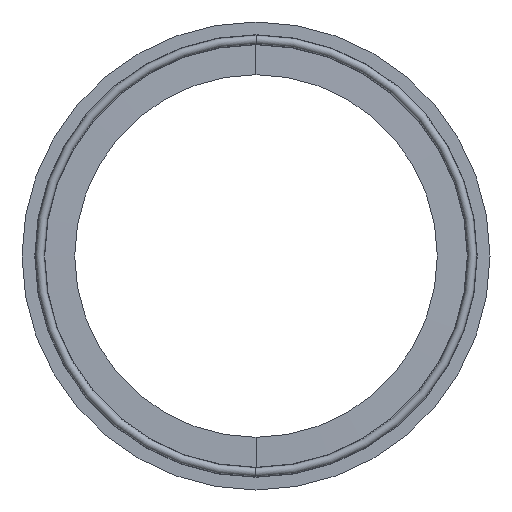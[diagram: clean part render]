
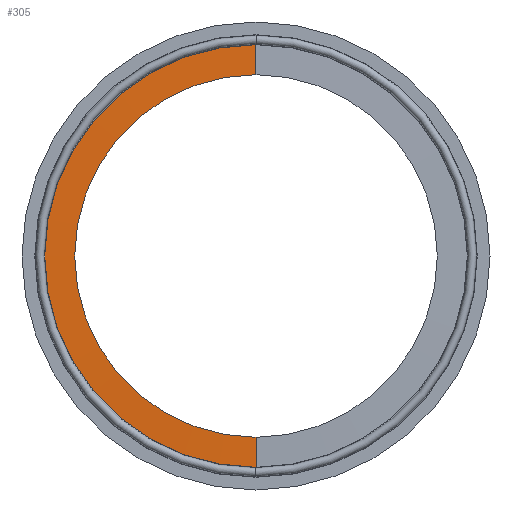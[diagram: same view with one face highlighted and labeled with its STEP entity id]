
A CAD part, left-side view. The second image highlights one B-rep face of the part: STEP entity #305.
In plain terms, the highlighted conical face has half-angle 89 degrees and reference radius 59.8 mm.
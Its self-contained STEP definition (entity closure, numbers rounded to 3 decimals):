
#26 = VERTEX_POINT ( 'NONE', #412 ) ;
#47 = ORIENTED_EDGE ( 'NONE', *, *, #416, .T. ) ;
#81 = CARTESIAN_POINT ( 'NONE',  ( -0.902, 0., -59.597 ) ) ;
#91 = AXIS2_PLACEMENT_3D ( 'NONE', #473, #420, #137 ) ;
#119 = DIRECTION ( 'NONE',  ( 0.017, 0., 1. ) ) ;
#130 = CARTESIAN_POINT ( 'NONE',  ( -0.899, 0., -59.8 ) ) ;
#133 = ORIENTED_EDGE ( 'NONE', *, *, #681, .F. ) ;
#137 = DIRECTION ( 'NONE',  ( 0., 0., 1. ) ) ;
#143 = EDGE_LOOP ( 'NONE', ( #557, #47, #503, #133 ) ) ;
#146 = DIRECTION ( 'NONE',  ( 0.017, 0., -1. ) ) ;
#148 = VERTEX_POINT ( 'NONE', #207 ) ;
#158 = AXIS2_PLACEMENT_3D ( 'NONE', #179, #175, #391 ) ;
#175 = DIRECTION ( 'NONE',  ( 1., 0., 0. ) ) ;
#179 = CARTESIAN_POINT ( 'NONE',  ( -0.899, 0., 0. ) ) ;
#206 = DIRECTION ( 'NONE',  ( 0., 0., -1. ) ) ;
#207 = CARTESIAN_POINT ( 'NONE',  ( -1.05, 0., 51.13 ) ) ;
#227 = CARTESIAN_POINT ( 'NONE',  ( -0.902, 0., 59.597 ) ) ;
#305 = ADVANCED_FACE ( 'NONE', ( #380 ), #465, .T. ) ;
#310 = AXIS2_PLACEMENT_3D ( 'NONE', #705, #492, #206 ) ;
#315 = LINE ( 'NONE', #745, #342 ) ;
#342 = VECTOR ( 'NONE', #119, 1000. ) ;
#380 = FACE_OUTER_BOUND ( 'NONE', #143, .T. ) ;
#391 = DIRECTION ( 'NONE',  ( 0., 0., -1. ) ) ;
#412 = CARTESIAN_POINT ( 'NONE',  ( -1.05, 0., -51.13 ) ) ;
#416 = EDGE_CURVE ( 'NONE', #148, #858, #315, .T. ) ;
#420 = DIRECTION ( 'NONE',  ( -1., 0., 0. ) ) ;
#465 = CONICAL_SURFACE ( 'NONE', #158, 59.8, 1.553 ) ;
#473 = CARTESIAN_POINT ( 'NONE',  ( -1.05, 0., 0. ) ) ;
#492 = DIRECTION ( 'NONE',  ( -1., 0., 0. ) ) ;
#503 = ORIENTED_EDGE ( 'NONE', *, *, #721, .T. ) ;
#547 = VECTOR ( 'NONE', #146, 1000. ) ;
#557 = ORIENTED_EDGE ( 'NONE', *, *, #651, .F. ) ;
#623 = LINE ( 'NONE', #130, #547 ) ;
#644 = CIRCLE ( 'NONE', #91, 51.13 ) ;
#651 = EDGE_CURVE ( 'NONE', #148, #26, #644, .T. ) ;
#681 = EDGE_CURVE ( 'NONE', #26, #707, #623, .T. ) ;
#705 = CARTESIAN_POINT ( 'NONE',  ( -0.902, 0., 0. ) ) ;
#707 = VERTEX_POINT ( 'NONE', #81 ) ;
#721 = EDGE_CURVE ( 'NONE', #858, #707, #756, .T. ) ;
#745 = CARTESIAN_POINT ( 'NONE',  ( -0.899, 0., 59.8 ) ) ;
#756 = CIRCLE ( 'NONE', #310, 59.597 ) ;
#858 = VERTEX_POINT ( 'NONE', #227 ) ;
